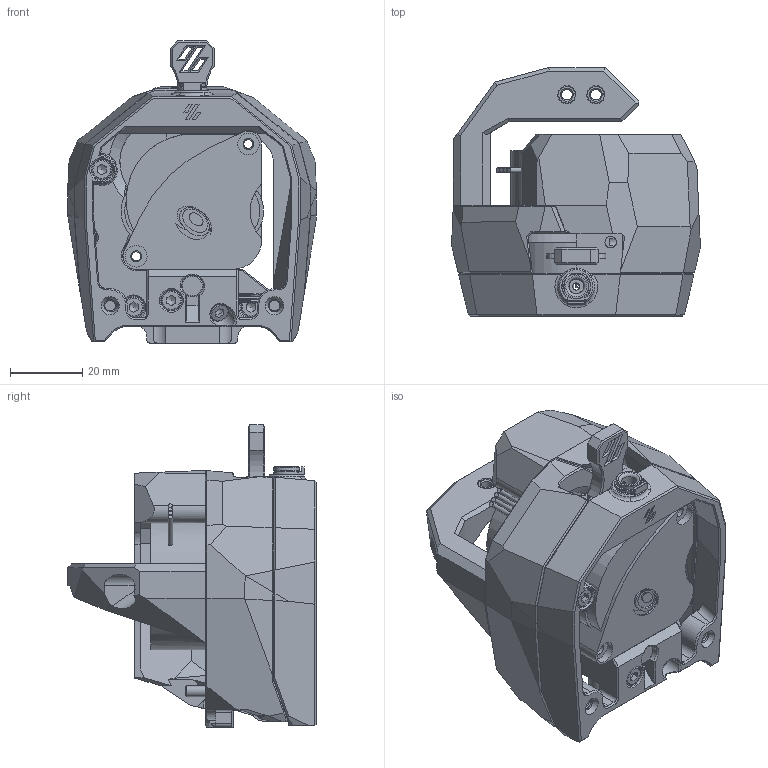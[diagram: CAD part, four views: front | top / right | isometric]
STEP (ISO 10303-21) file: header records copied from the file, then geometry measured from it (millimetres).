
FILE_DESCRIPTION(/* description */ ('Unknown'),/* implementation_level */ '2;1');
FILE_NAME(/* name */ 'LGX_Lite_Stealthburner_ERCF_rev01',/* time_stamp */ '2022-08-10T21:09:53+02:00',/* author */ ('Unknown'),/* organization */ ('Unknown'),/* preprocessor_version */ 'ST-DEVELOPER v18.1',/* originating_system */ 'Solid Edge',/* authorisation */ 'Unknown');
FILE_SCHEMA (('AUTOMOTIVE_DESIGN {1 0 10303 214 3 1 1}'));
Length unit declared in the file: millimetre
Products named in the file (20): LGX_Lite_Stealthburner_ERCF; LGX-Lite Dummy; Front_body_LGX_Lite_Stealthburner_ERCF_Released_rev01; Rear_body_LGX_Lite_Stealthburner_ERCF_Released_rev01; [a]_Tension_rocker_LGX_Lite_Stealthburner_ERCF_rev01; Magnet6x3 v1; M3 THREADED INSERT; AH3364Q-P-B v1; M3 Washer; Tube clip^E3D Revo 6; Circlip^E3D Revo 6; chain_anchor_2hole; cable_cover; ISO 7380-1 - M3 x 6; ISO 4762  - M3 x 10; ISO 4762  - M3 x 8; ISO 4762  - M3 x 25; ISO 4762  - M3 x 20; ISO 4762  - M3 x 16; ISO 4762  - M3 x 12
Assembly tree (33 placements, depth 2):
  LGX_Lite_Stealthburner_ERCF
    LGX-Lite Dummy
    Front_body_LGX_Lite_Stealthburner_ERCF_Released_rev01
    Rear_body_LGX_Lite_Stealthburner_ERCF_Released_rev01
    [a]_Tension_rocker_LGX_Lite_Stealthburner_ERCF_rev01
    Magnet6x3 v1
    M3 THREADED INSERT  x9
    AH3364Q-P-B v1
    M3 Washer
    Tube clip^E3D Revo 6
    Circlip^E3D Revo 6
    chain_anchor_2hole
    cable_cover
    ISO 7380-1 - M3 x 6
    ISO 4762  - M3 x 10  x2
    ISO 4762  - M3 x 8  x2
    ISO 4762  - M3 x 25  x2
    ISO 4762  - M3 x 20
    ISO 4762  - M3 x 16  x4
    ISO 4762  - M3 x 12
Bounding box: 68.7 x 68.65 x 83.44 mm (x, y, z)
Volume: 101385.4 mm3; surface area: 47811.3 mm2
Topology: 36 solids, 38 shells, 2864 faces, 7719 edges, 4885 vertices
Faces by surface type: plane 1049, cone 632, cylinder 594, torus 339, sphere 159, bspline 91
Full cylindrical faces by diameter (mm): 0.75 x3, 0.9 x3, 1.3 x4, 2 x1, 2.1 x1, 2.5 x2, 2.9 x11, 3 x16, 3.1 x1, 3.15 x1, 3.2 x8, 3.4 x15, 4 x2, 4.05 x1, 4.1 x9, 4.2 x3, 4.25 x18, 4.7 x9, 4.9 x1, 5 x1, 5.5 x12, 5.7 x1, 5.8 x3, 6 x8, 6.5 x1, 7 x2, 8.6 x1, 16.5 x1, 36.2 x1
Entity records: 53835 total; most frequent: CARTESIAN_POINT 13428, ORIENTED_EDGE 8304, DIRECTION 7722, EDGE_CURVE 4152, VERTEX_POINT 2698, AXIS2_PLACEMENT_3D 2620, LINE 2482, VECTOR 2482
